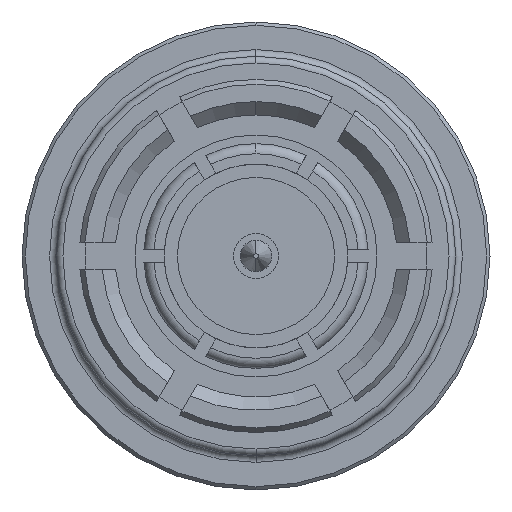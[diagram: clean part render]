
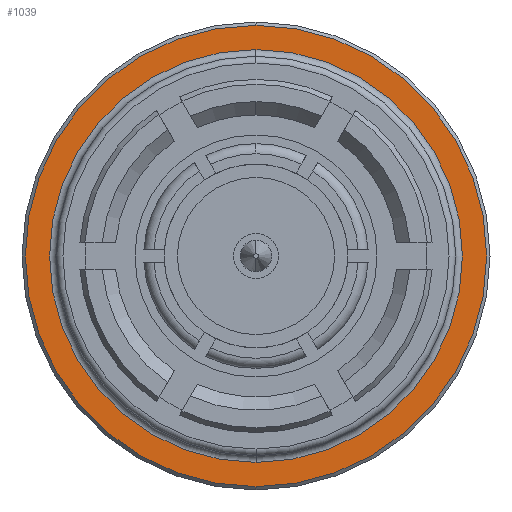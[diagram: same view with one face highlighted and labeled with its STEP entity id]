
A CAD part, left-side view. The second image highlights one B-rep face of the part: STEP entity #1039.
In plain terms, the highlighted planar face has unit normal (-1, 0, 0).
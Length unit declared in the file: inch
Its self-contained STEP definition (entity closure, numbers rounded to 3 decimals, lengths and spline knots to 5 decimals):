
#140 = ORIENTED_EDGE ( 'NONE', *, *, #6094, .T. ) ;
#443 = EDGE_CURVE ( 'NONE', #5880, #575, #6223, .T. ) ;
#461 = CARTESIAN_POINT ( 'NONE',  ( -1.22519, 0., 0.30878 ) ) ;
#575 = VERTEX_POINT ( 'NONE', #2754 ) ;
#1022 = AXIS2_PLACEMENT_3D ( 'NONE', #4306, #5308, #3467 ) ;
#1039 = ADVANCED_FACE ( 'NONE', ( #5906, #6144 ), #4762, .F. ) ;
#1075 = ORIENTED_EDGE ( 'NONE', *, *, #3214, .T. ) ;
#1106 = EDGE_LOOP ( 'NONE', ( #1075, #1867 ) ) ;
#1142 = DIRECTION ( 'NONE',  ( -1., 0., 0. ) ) ;
#1247 = AXIS2_PLACEMENT_3D ( 'NONE', #5294, #3426, #1335 ) ;
#1291 = VERTEX_POINT ( 'NONE', #461 ) ;
#1335 = DIRECTION ( 'NONE',  ( 0., 0., -1. ) ) ;
#1444 = DIRECTION ( 'NONE',  ( 1., 0., 0. ) ) ;
#1867 = ORIENTED_EDGE ( 'NONE', *, *, #443, .T. ) ;
#2504 = CARTESIAN_POINT ( 'NONE',  ( -1.22519, 0., 0. ) ) ;
#2524 = DIRECTION ( 'NONE',  ( 0., 0., -1. ) ) ;
#2561 = DIRECTION ( 'NONE',  ( 0., 0., -1. ) ) ;
#2754 = CARTESIAN_POINT ( 'NONE',  ( -1.22519, 0., -0.345 ) ) ;
#2791 = EDGE_CURVE ( 'NONE', #1291, #2932, #3645, .T. ) ;
#2932 = VERTEX_POINT ( 'NONE', #5342 ) ;
#2956 = CIRCLE ( 'NONE', #4035, 0.345 ) ;
#3162 = ORIENTED_EDGE ( 'NONE', *, *, #2791, .T. ) ;
#3214 = EDGE_CURVE ( 'NONE', #575, #5880, #2956, .T. ) ;
#3426 = DIRECTION ( 'NONE',  ( 1., 0., 0. ) ) ;
#3467 = DIRECTION ( 'NONE',  ( 0., 0., -1. ) ) ;
#3645 = CIRCLE ( 'NONE', #1022, 0.30878 ) ;
#3952 = CIRCLE ( 'NONE', #4407, 0.30878 ) ;
#4035 = AXIS2_PLACEMENT_3D ( 'NONE', #4284, #1142, #6229 ) ;
#4284 = CARTESIAN_POINT ( 'NONE',  ( -1.22519, 0., 0. ) ) ;
#4306 = CARTESIAN_POINT ( 'NONE',  ( -1.22519, 0., 0. ) ) ;
#4407 = AXIS2_PLACEMENT_3D ( 'NONE', #2504, #1444, #2524 ) ;
#4625 = CARTESIAN_POINT ( 'NONE',  ( -1.22519, 0., 0.345 ) ) ;
#4693 = EDGE_LOOP ( 'NONE', ( #140, #3162 ) ) ;
#4701 = DIRECTION ( 'NONE',  ( -1., 0., 0. ) ) ;
#4762 = PLANE ( 'NONE',  #1247 ) ;
#5294 = CARTESIAN_POINT ( 'NONE',  ( -1.22519, 0.35, 0. ) ) ;
#5308 = DIRECTION ( 'NONE',  ( 1., 0., 0. ) ) ;
#5342 = CARTESIAN_POINT ( 'NONE',  ( -1.22519, 0., -0.30878 ) ) ;
#5880 = VERTEX_POINT ( 'NONE', #4625 ) ;
#5906 = FACE_OUTER_BOUND ( 'NONE', #1106, .T. ) ;
#6094 = EDGE_CURVE ( 'NONE', #2932, #1291, #3952, .T. ) ;
#6143 = AXIS2_PLACEMENT_3D ( 'NONE', #6794, #4701, #2561 ) ;
#6144 = FACE_BOUND ( 'NONE', #4693, .T. ) ;
#6223 = CIRCLE ( 'NONE', #6143, 0.345 ) ;
#6229 = DIRECTION ( 'NONE',  ( 0., 0., -1. ) ) ;
#6794 = CARTESIAN_POINT ( 'NONE',  ( -1.22519, 0., 0. ) ) ;
